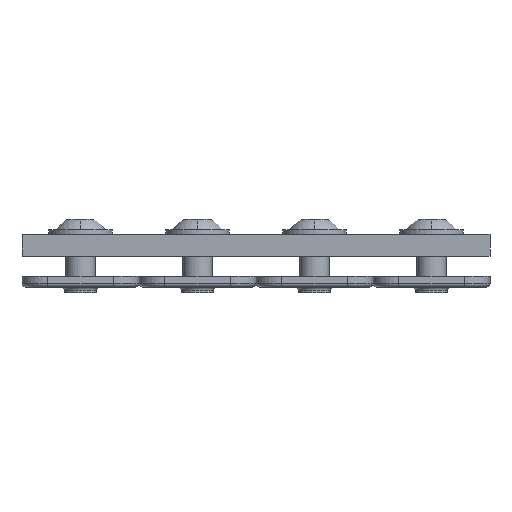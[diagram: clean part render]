
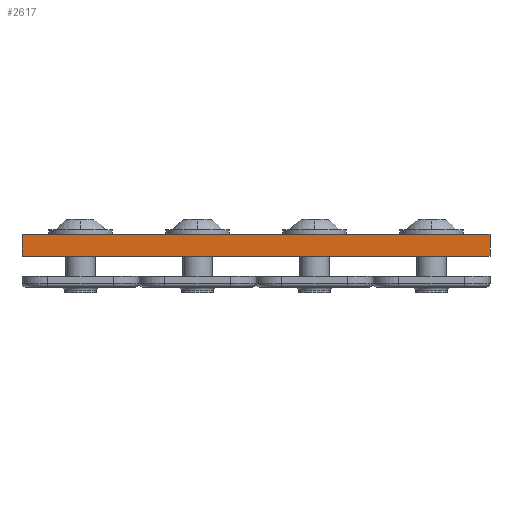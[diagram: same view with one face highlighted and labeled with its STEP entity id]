
A CAD part, left-side view. The second image highlights one B-rep face of the part: STEP entity #2617.
In plain terms, the highlighted planar face has unit normal (-1, 0, 0).
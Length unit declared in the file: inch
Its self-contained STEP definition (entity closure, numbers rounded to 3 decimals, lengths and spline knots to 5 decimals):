
#54 = VERTEX_POINT ( 'NONE', #781 ) ;
#62 = EDGE_CURVE ( 'NONE', #54, #125, #929, .T. ) ;
#77 = VERTEX_POINT ( 'NONE', #1096 ) ;
#125 = VERTEX_POINT ( 'NONE', #1416 ) ;
#157 = EDGE_CURVE ( 'NONE', #54, #2864, #1548, .T. ) ;
#491 = FACE_OUTER_BOUND ( 'NONE', #2517, .T. ) ;
#492 = PLANE ( 'NONE',  #493 ) ;
#493 = AXIS2_PLACEMENT_3D ( 'NONE', #494, #495, #496 ) ;
#494 = CARTESIAN_POINT ( 'NONE',  ( 0., 0., 0.188 ) ) ;
#495 = DIRECTION ( 'NONE',  ( 1., 0., 0. ) ) ;
#496 = DIRECTION ( 'NONE',  ( 0., 0., -1. ) ) ;
#506 = LINE ( 'NONE', #507, #508 ) ;
#507 = CARTESIAN_POINT ( 'NONE',  ( 0., 0., 0.188 ) ) ;
#508 = VECTOR ( 'NONE', #509, 39.37008 ) ;
#509 = DIRECTION ( 'NONE',  ( 0., 0., -1. ) ) ;
#517 = ORIENTED_EDGE ( 'NONE', *, *, #157, .F. ) ;
#781 = CARTESIAN_POINT ( 'NONE',  ( 0., 4., 0.188 ) ) ;
#929 = LINE ( 'NONE', #930, #931 ) ;
#930 = CARTESIAN_POINT ( 'NONE',  ( 0., 4., 0.188 ) ) ;
#931 = VECTOR ( 'NONE', #932, 39.37008 ) ;
#932 = DIRECTION ( 'NONE',  ( 0., 0., -1. ) ) ;
#1018 = CARTESIAN_POINT ( 'NONE',  ( 0., 0., 0.188 ) ) ;
#1096 = CARTESIAN_POINT ( 'NONE',  ( 0., 0., 0. ) ) ;
#1160 = ORIENTED_EDGE ( 'NONE', *, *, #2796, .F. ) ;
#1261 = LINE ( 'NONE', #1262, #1265 ) ;
#1262 = CARTESIAN_POINT ( 'NONE',  ( 0., 0., 0. ) ) ;
#1265 = VECTOR ( 'NONE', #1266, 39.37008 ) ;
#1266 = DIRECTION ( 'NONE',  ( 0., -1., 0. ) ) ;
#1375 = ORIENTED_EDGE ( 'NONE', *, *, #62, .T. ) ;
#1416 = CARTESIAN_POINT ( 'NONE',  ( 0., 4., 0. ) ) ;
#1548 = LINE ( 'NONE', #1549, #1550 ) ;
#1549 = CARTESIAN_POINT ( 'NONE',  ( 0., 0., 0.188 ) ) ;
#1550 = VECTOR ( 'NONE', #1551, 39.37008 ) ;
#1551 = DIRECTION ( 'NONE',  ( 0., -1., 0. ) ) ;
#1673 = EDGE_CURVE ( 'NONE', #125, #77, #1261, .T. ) ;
#2027 = ORIENTED_EDGE ( 'NONE', *, *, #1673, .T. ) ;
#2517 = EDGE_LOOP ( 'NONE', ( #2027, #1160, #517, #1375 ) ) ;
#2617 = ADVANCED_FACE ( 'NONE', ( #491 ), #492, .F. ) ;
#2796 = EDGE_CURVE ( 'NONE', #2864, #77, #506, .T. ) ;
#2864 = VERTEX_POINT ( 'NONE', #1018 ) ;
